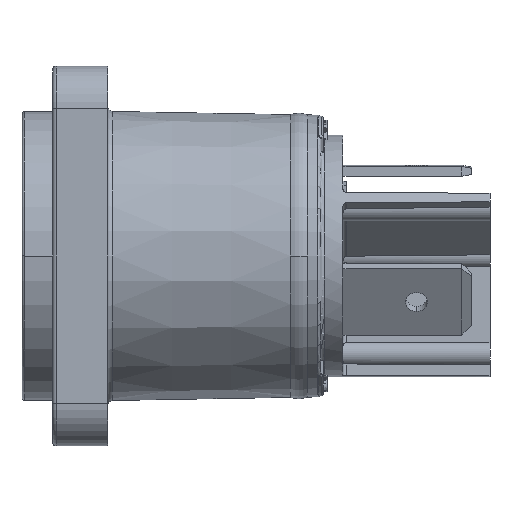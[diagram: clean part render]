
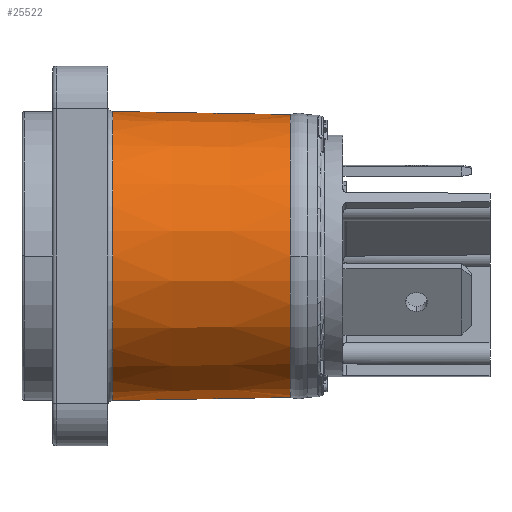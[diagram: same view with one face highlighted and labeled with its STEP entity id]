
A CAD part, left-side view. The second image highlights one B-rep face of the part: STEP entity #25522.
In plain terms, the highlighted conical face has half-angle 1 degrees and reference radius 11.647 mm.
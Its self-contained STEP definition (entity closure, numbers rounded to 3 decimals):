
#3615=CARTESIAN_POINT('',(0.,-14.9,0.));
#3616=DIRECTION('',(0.,-1.,0.));
#3617=DIRECTION('',(-1.,0.,0.));
#3618=AXIS2_PLACEMENT_3D('',#3615,#3616,#3617);
#3620=DIRECTION('',(0.,1.,-0.017));
#3621=VECTOR('',#3620,14.509);
#3622=CARTESIAN_POINT('',(0.,-14.9,-11.54));
#3623=LINE('',#3622,#3621);
#3624=CARTESIAN_POINT('',(0.,-0.393,0.));
#3625=DIRECTION('',(0.,-1.,0.));
#3626=DIRECTION('',(0.,0.,1.));
#3627=AXIS2_PLACEMENT_3D('',#3624,#3625,#3626);
#3629=DIRECTION('',(0.,1.,0.017));
#3630=VECTOR('',#3629,14.509);
#3631=CARTESIAN_POINT('',(0.,-14.9,11.54));
#3632=LINE('',#3631,#3630);
#3633=CARTESIAN_POINT('',(0.,-14.9,0.));
#3634=DIRECTION('',(0.,-1.,0.));
#3635=DIRECTION('',(0.,0.,1.));
#3636=AXIS2_PLACEMENT_3D('',#3633,#3634,#3635);
#20495=CARTESIAN_POINT('',(0.,-0.393,11.793));
#20496=CARTESIAN_POINT('',(0.,-0.393,-11.793));
#20497=VERTEX_POINT('',#20495);
#20498=VERTEX_POINT('',#20496);
#22373=CARTESIAN_POINT('',(0.,-14.9,-11.54));
#22375=VERTEX_POINT('',#22373);
#22379=CARTESIAN_POINT('',(0.,-14.9,11.54));
#22380=VERTEX_POINT('',#22379);
#22383=CARTESIAN_POINT('',(-11.54,-14.9,0.));
#22384=VERTEX_POINT('',#22383);
#25505=CARTESIAN_POINT('',(0.,-8.749,0.));
#25506=DIRECTION('',(0.,1.,0.));
#25507=DIRECTION('',(0.,0.,-1.));
#25508=AXIS2_PLACEMENT_3D('',#25505,#25506,#25507);
#25509=CONICAL_SURFACE('',#25508,11.647,1.);
#25511=ORIENTED_EDGE('',*,*,#25510,.T.);
#25513=ORIENTED_EDGE('',*,*,#25512,.T.);
#25515=ORIENTED_EDGE('',*,*,#25514,.F.);
#25517=ORIENTED_EDGE('',*,*,#25516,.F.);
#25519=ORIENTED_EDGE('',*,*,#25518,.T.);
#25520=EDGE_LOOP('',(#25511,#25513,#25515,#25517,#25519));
#25521=FACE_OUTER_BOUND('',#25520,.F.);
#3619=CIRCLE('',#3618,11.54);
#3628=CIRCLE('',#3627,11.793);
#3637=CIRCLE('',#3636,11.54);
#25510=EDGE_CURVE('',#22384,#22375,#3619,.T.);
#25512=EDGE_CURVE('',#22375,#20498,#3623,.T.);
#25514=EDGE_CURVE('',#20497,#20498,#3628,.T.);
#25516=EDGE_CURVE('',#22380,#20497,#3632,.T.);
#25518=EDGE_CURVE('',#22380,#22384,#3637,.T.);
#25522=ADVANCED_FACE('',(#25521),#25509,.T.);
